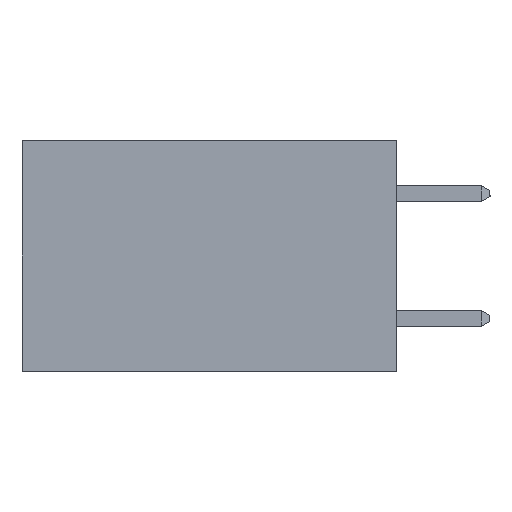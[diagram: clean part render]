
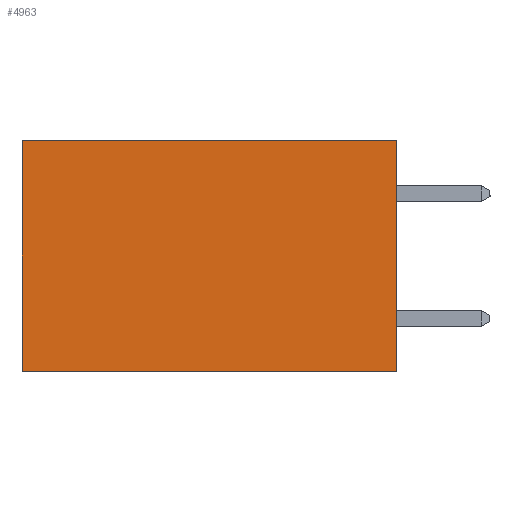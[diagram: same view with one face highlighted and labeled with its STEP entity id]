
A CAD part, left-side view. The second image highlights one B-rep face of the part: STEP entity #4963.
In plain terms, the highlighted planar face has unit normal (-1, 0, 0).
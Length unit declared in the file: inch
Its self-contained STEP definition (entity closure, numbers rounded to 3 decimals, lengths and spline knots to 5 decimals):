
#57 = DIRECTION ( 'NONE',  ( 0., 0., -1. ) ) ;
#429 = EDGE_CURVE ( 'NONE', #5698, #2808, #4180, .T. ) ;
#565 = DIRECTION ( 'NONE',  ( 0., 0., -1. ) ) ;
#674 = DIRECTION ( 'NONE',  ( 1., 0., 0. ) ) ;
#708 = PLANE ( 'NONE',  #8041 ) ;
#1267 = ORIENTED_EDGE ( 'NONE', *, *, #429, .T. ) ;
#1300 = CARTESIAN_POINT ( 'NONE',  ( 0.298, 0.6, 0. ) ) ;
#1598 = CARTESIAN_POINT ( 'NONE',  ( 0.298, 0., -0.37 ) ) ;
#2171 = EDGE_CURVE ( 'NONE', #3450, #2808, #3593, .T. ) ;
#2192 = CARTESIAN_POINT ( 'NONE',  ( 0.298, 0., -0.37 ) ) ;
#2297 = CARTESIAN_POINT ( 'NONE',  ( 0.298, 0., 0. ) ) ;
#2808 = VERTEX_POINT ( 'NONE', #3749 ) ;
#3450 = VERTEX_POINT ( 'NONE', #1598 ) ;
#3593 = LINE ( 'NONE', #2192, #5232 ) ;
#3634 = VECTOR ( 'NONE', #565, 39.37008 ) ;
#3658 = DIRECTION ( 'NONE',  ( 0., 1., 0. ) ) ;
#3749 = CARTESIAN_POINT ( 'NONE',  ( 0.298, 0.6, -0.37 ) ) ;
#3795 = LINE ( 'NONE', #5592, #6184 ) ;
#4180 = LINE ( 'NONE', #1300, #3634 ) ;
#4203 = CARTESIAN_POINT ( 'NONE',  ( 0.298, 0., 0. ) ) ;
#4840 = ORIENTED_EDGE ( 'NONE', *, *, #2171, .F. ) ;
#4884 = LINE ( 'NONE', #2297, #7826 ) ;
#4885 = VERTEX_POINT ( 'NONE', #6753 ) ;
#4933 = FACE_OUTER_BOUND ( 'NONE', #7070, .T. ) ;
#4963 = ADVANCED_FACE ( 'NONE', ( #4933 ), #708, .F. ) ;
#5232 = VECTOR ( 'NONE', #7791, 39.37008 ) ;
#5592 = CARTESIAN_POINT ( 'NONE',  ( 0.298, 0., 0. ) ) ;
#5698 = VERTEX_POINT ( 'NONE', #7154 ) ;
#6184 = VECTOR ( 'NONE', #57, 39.37008 ) ;
#6501 = ORIENTED_EDGE ( 'NONE', *, *, #8313, .T. ) ;
#6753 = CARTESIAN_POINT ( 'NONE',  ( 0.298, 0., 0. ) ) ;
#6987 = DIRECTION ( 'NONE',  ( 0., 0., -1. ) ) ;
#7070 = EDGE_LOOP ( 'NONE', ( #1267, #4840, #8056, #6501 ) ) ;
#7154 = CARTESIAN_POINT ( 'NONE',  ( 0.298, 0.6, 0. ) ) ;
#7791 = DIRECTION ( 'NONE',  ( 0., 1., 0. ) ) ;
#7826 = VECTOR ( 'NONE', #3658, 39.37008 ) ;
#8041 = AXIS2_PLACEMENT_3D ( 'NONE', #4203, #674, #6987 ) ;
#8056 = ORIENTED_EDGE ( 'NONE', *, *, #8260, .F. ) ;
#8260 = EDGE_CURVE ( 'NONE', #4885, #3450, #3795, .T. ) ;
#8313 = EDGE_CURVE ( 'NONE', #4885, #5698, #4884, .T. ) ;
